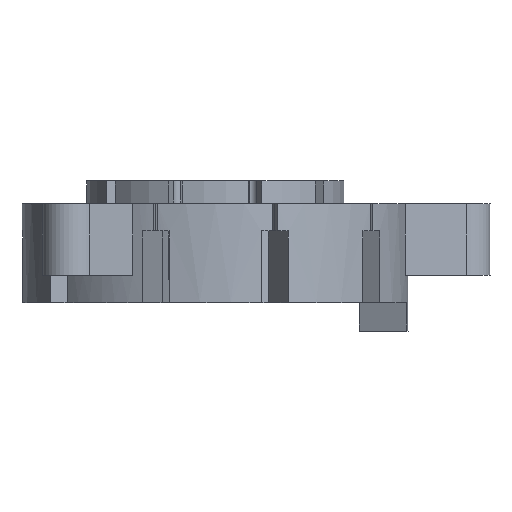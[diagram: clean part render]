
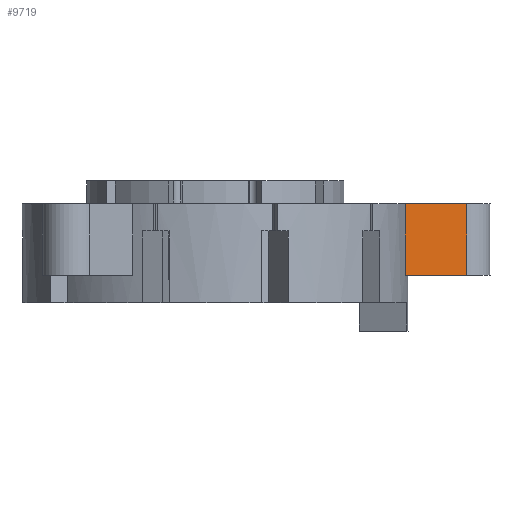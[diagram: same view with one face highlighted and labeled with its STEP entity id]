
A CAD part, left-side view. The second image highlights one B-rep face of the part: STEP entity #9719.
In plain terms, the highlighted planar face has unit normal (-0.99, -0.142, 0).
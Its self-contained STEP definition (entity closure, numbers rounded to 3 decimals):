
#634 = CYLINDRICAL_SURFACE('',#635,13.5);
#635 = AXIS2_PLACEMENT_3D('',#636,#637,#638);
#636 = CARTESIAN_POINT('',(0.,0.,0.));
#637 = DIRECTION('',(0.,0.,1.));
#638 = DIRECTION('',(1.,0.,-0.));
#9074 = PLANE('',#9075);
#9075 = AXIS2_PLACEMENT_3D('',#9076,#9077,#9078);
#9076 = CARTESIAN_POINT('',(0.,-12.14,0.));
#9077 = DIRECTION('',(0.,0.,1.));
#9078 = DIRECTION('',(0.,1.,0.));
#9468 = VERTEX_POINT('',#9469);
#9469 = CARTESIAN_POINT('',(-2.5,-13.266,0.));
#9495 = EDGE_CURVE('',#9496,#9468,#9498,.T.);
#9496 = VERTEX_POINT('',#9497);
#9497 = CARTESIAN_POINT('',(-1.881,-17.571,0.));
#9498 = SURFACE_CURVE('',#9499,(#9503,#9510),.PCURVE_S1.);
#9499 = LINE('',#9500,#9501);
#9500 = CARTESIAN_POINT('',(-1.881,-17.571,0.));
#9501 = VECTOR('',#9502,1.);
#9502 = DIRECTION('',(-0.142,0.99,0.));
#9503 = PCURVE('',#9074,#9504);
#9504 = DEFINITIONAL_REPRESENTATION('',(#9505),#9509);
#9505 = LINE('',#9506,#9507);
#9506 = CARTESIAN_POINT('',(-5.431,1.881));
#9507 = VECTOR('',#9508,1.);
#9508 = DIRECTION('',(0.99,0.142));
#9509 = ( GEOMETRIC_REPRESENTATION_CONTEXT(2) 
PARAMETRIC_REPRESENTATION_CONTEXT() REPRESENTATION_CONTEXT('2D SPACE',''
  ) );
#9510 = PCURVE('',#9511,#9516);
#9511 = PLANE('',#9512);
#9512 = AXIS2_PLACEMENT_3D('',#9513,#9514,#9515);
#9513 = CARTESIAN_POINT('',(-1.881,-17.571,0.));
#9514 = DIRECTION('',(0.99,0.142,0.));
#9515 = DIRECTION('',(-0.142,0.99,0.));
#9516 = DEFINITIONAL_REPRESENTATION('',(#9517),#9521);
#9517 = LINE('',#9518,#9519);
#9518 = CARTESIAN_POINT('',(0.,0.));
#9519 = VECTOR('',#9520,1.);
#9520 = DIRECTION('',(1.,0.));
#9521 = ( GEOMETRIC_REPRESENTATION_CONTEXT(2) 
PARAMETRIC_REPRESENTATION_CONTEXT() REPRESENTATION_CONTEXT('2D SPACE',''
  ) );
#9540 = CYLINDRICAL_SURFACE('',#9541,1.9);
#9541 = AXIS2_PLACEMENT_3D('',#9542,#9543,#9544);
#9542 = CARTESIAN_POINT('',(0.,-17.3,0.));
#9543 = DIRECTION('',(0.,0.,1.));
#9544 = DIRECTION('',(1.,0.,0.));
#9719 = ADVANCED_FACE('',(#9720),#9511,.F.);
#9720 = FACE_BOUND('',#9721,.F.);
#9721 = EDGE_LOOP('',(#9722,#9745,#9773,#9794));
#9722 = ORIENTED_EDGE('',*,*,#9723,.T.);
#9723 = EDGE_CURVE('',#9496,#9724,#9726,.T.);
#9724 = VERTEX_POINT('',#9725);
#9725 = CARTESIAN_POINT('',(-1.881,-17.571,-5.));
#9726 = SURFACE_CURVE('',#9727,(#9731,#9738),.PCURVE_S1.);
#9727 = LINE('',#9728,#9729);
#9728 = CARTESIAN_POINT('',(-1.881,-17.571,0.));
#9729 = VECTOR('',#9730,1.);
#9730 = DIRECTION('',(-0.,-0.,-1.));
#9731 = PCURVE('',#9511,#9732);
#9732 = DEFINITIONAL_REPRESENTATION('',(#9733),#9737);
#9733 = LINE('',#9734,#9735);
#9734 = CARTESIAN_POINT('',(0.,0.));
#9735 = VECTOR('',#9736,1.);
#9736 = DIRECTION('',(0.,-1.));
#9737 = ( GEOMETRIC_REPRESENTATION_CONTEXT(2) 
PARAMETRIC_REPRESENTATION_CONTEXT() REPRESENTATION_CONTEXT('2D SPACE',''
  ) );
#9738 = PCURVE('',#9540,#9739);
#9739 = DEFINITIONAL_REPRESENTATION('',(#9740),#9744);
#9740 = LINE('',#9741,#9742);
#9741 = CARTESIAN_POINT('',(3.285,0.));
#9742 = VECTOR('',#9743,1.);
#9743 = DIRECTION('',(0.,-1.));
#9744 = ( GEOMETRIC_REPRESENTATION_CONTEXT(2) 
PARAMETRIC_REPRESENTATION_CONTEXT() REPRESENTATION_CONTEXT('2D SPACE',''
  ) );
#9745 = ORIENTED_EDGE('',*,*,#9746,.T.);
#9746 = EDGE_CURVE('',#9724,#9747,#9749,.T.);
#9747 = VERTEX_POINT('',#9748);
#9748 = CARTESIAN_POINT('',(-2.5,-13.266,-5.));
#9749 = SURFACE_CURVE('',#9750,(#9754,#9761),.PCURVE_S1.);
#9750 = LINE('',#9751,#9752);
#9751 = CARTESIAN_POINT('',(-1.881,-17.571,-5.));
#9752 = VECTOR('',#9753,1.);
#9753 = DIRECTION('',(-0.142,0.99,0.));
#9754 = PCURVE('',#9511,#9755);
#9755 = DEFINITIONAL_REPRESENTATION('',(#9756),#9760);
#9756 = LINE('',#9757,#9758);
#9757 = CARTESIAN_POINT('',(0.,-5.));
#9758 = VECTOR('',#9759,1.);
#9759 = DIRECTION('',(1.,0.));
#9760 = ( GEOMETRIC_REPRESENTATION_CONTEXT(2) 
PARAMETRIC_REPRESENTATION_CONTEXT() REPRESENTATION_CONTEXT('2D SPACE',''
  ) );
#9761 = PCURVE('',#9762,#9767);
#9762 = PLANE('',#9763);
#9763 = AXIS2_PLACEMENT_3D('',#9764,#9765,#9766);
#9764 = CARTESIAN_POINT('',(0.,-15.738,-5.));
#9765 = DIRECTION('',(0.,0.,1.));
#9766 = DIRECTION('',(1.,0.,0.));
#9767 = DEFINITIONAL_REPRESENTATION('',(#9768),#9772);
#9768 = LINE('',#9769,#9770);
#9769 = CARTESIAN_POINT('',(-1.881,-1.832));
#9770 = VECTOR('',#9771,1.);
#9771 = DIRECTION('',(-0.142,0.99));
#9772 = ( GEOMETRIC_REPRESENTATION_CONTEXT(2) 
PARAMETRIC_REPRESENTATION_CONTEXT() REPRESENTATION_CONTEXT('2D SPACE',''
  ) );
#9773 = ORIENTED_EDGE('',*,*,#9774,.F.);
#9774 = EDGE_CURVE('',#9468,#9747,#9775,.T.);
#9775 = SURFACE_CURVE('',#9776,(#9780,#9787),.PCURVE_S1.);
#9776 = LINE('',#9777,#9778);
#9777 = CARTESIAN_POINT('',(-2.5,-13.266,0.));
#9778 = VECTOR('',#9779,1.);
#9779 = DIRECTION('',(-0.,-0.,-1.));
#9780 = PCURVE('',#9511,#9781);
#9781 = DEFINITIONAL_REPRESENTATION('',(#9782),#9786);
#9782 = LINE('',#9783,#9784);
#9783 = CARTESIAN_POINT('',(4.348,0.));
#9784 = VECTOR('',#9785,1.);
#9785 = DIRECTION('',(0.,-1.));
#9786 = ( GEOMETRIC_REPRESENTATION_CONTEXT(2) 
PARAMETRIC_REPRESENTATION_CONTEXT() REPRESENTATION_CONTEXT('2D SPACE',''
  ) );
#9787 = PCURVE('',#634,#9788);
#9788 = DEFINITIONAL_REPRESENTATION('',(#9789),#9793);
#9789 = LINE('',#9790,#9791);
#9790 = CARTESIAN_POINT('',(-1.757,0.));
#9791 = VECTOR('',#9792,1.);
#9792 = DIRECTION('',(-0.,-1.));
#9793 = ( GEOMETRIC_REPRESENTATION_CONTEXT(2) 
PARAMETRIC_REPRESENTATION_CONTEXT() REPRESENTATION_CONTEXT('2D SPACE',''
  ) );
#9794 = ORIENTED_EDGE('',*,*,#9495,.F.);
